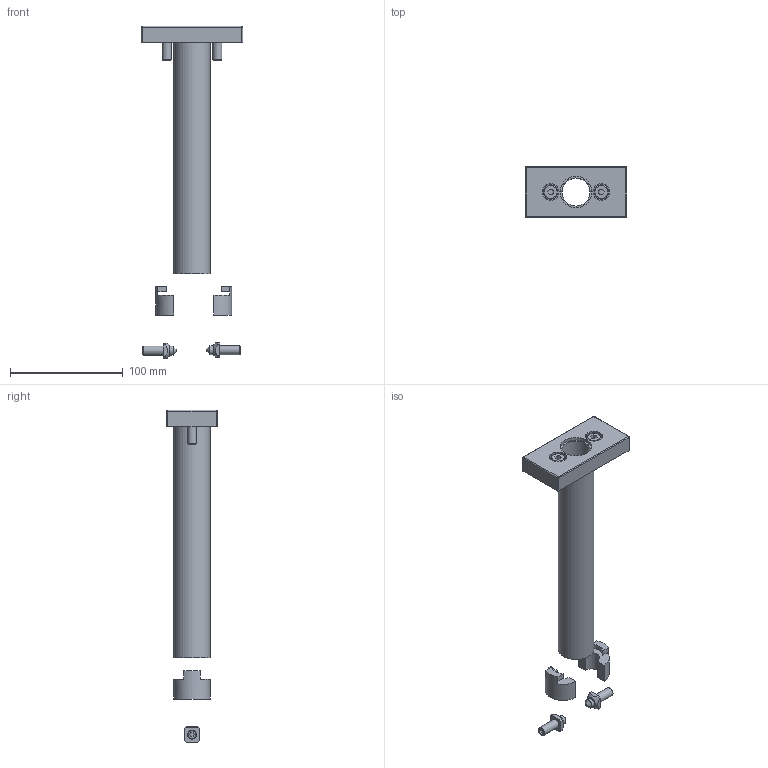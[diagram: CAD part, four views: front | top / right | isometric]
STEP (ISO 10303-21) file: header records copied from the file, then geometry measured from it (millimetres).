
FILE_DESCRIPTION(/* description */ ('Befestigungssatz 45 für Einbauzylinder'),/* implementation_level */ '2;1');
FILE_NAME(/* name */ '270005-0.step',/* time_stamp */ '2021-08-27T14:54:50+02:00',/* author */ ('MuellerJ'),/* organization */ (''),/* preprocessor_version */ 'ST-DEVELOPER v18.1',/* originating_system */ 'Autodesk Inventor 2021',/* authorisation */ '');
FILE_SCHEMA (('AUTOMOTIVE_DESIGN { 1 0 10303 214 3 1 1 }'));
Length unit declared in the file: millimetre
Products named in the file (7): leer; 27-0005-3FZ.000; 27-0005-2FZ.000; 27-0005-1FZ.003; 21-1351-0FZ.004; leer_1; leer_2
Assembly tree (10 placements, depth 2):
  leer
    27-0005-3FZ.000
    27-0005-2FZ.000  x2
    27-0005-1FZ.003
    21-1351-0FZ.004  x2
    leer_1  x2
    leer_2  x2
Bounding box: 90 x 45 x 294.52 mm (x, y, z)
Volume: 134546.5 mm3; surface area: 62671.8 mm2
Topology: 10 solids, 10 shells, 134 faces, 306 edges, 195 vertices
Faces by surface type: plane 85, cylinder 30, cone 11, sphere 4, torus 4
Full cylindrical faces by diameter (mm): 8 x6, 9 x2, 13 x2, 15 x2, 25 x1, 27.835 x1, 30 x1, 32 x1
Entity records: 2593 total; most frequent: CARTESIAN_POINT 429, DIRECTION 426, ORIENTED_EDGE 362, EDGE_CURVE 181, AXIS2_PLACEMENT_3D 161, VERTEX_POINT 116, LINE 104, VECTOR 104
